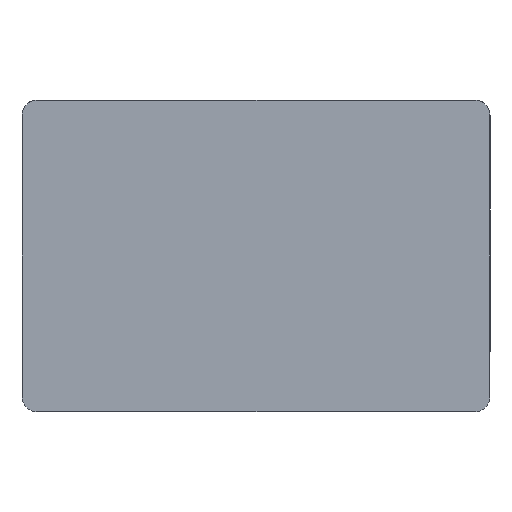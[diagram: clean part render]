
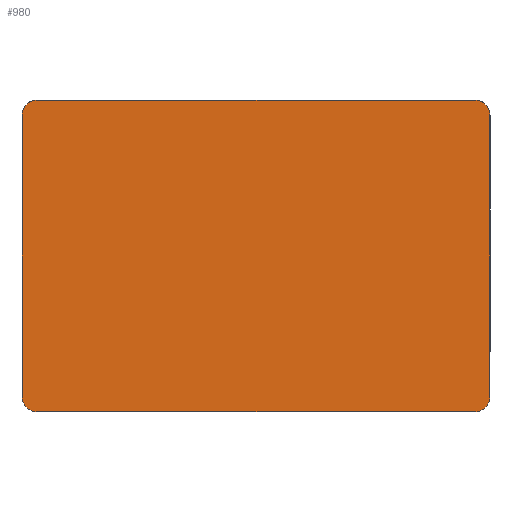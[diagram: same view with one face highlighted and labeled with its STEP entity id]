
A CAD part, left-side view. The second image highlights one B-rep face of the part: STEP entity #980.
In plain terms, the highlighted planar face has unit normal (-1, 0, 0).
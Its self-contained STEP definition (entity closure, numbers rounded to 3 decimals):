
#56=PLANE('',#1066);
#108=FACE_OUTER_BOUND('',#160,.T.);
#160=EDGE_LOOP('',(#911,#912,#913,#914,#915,#916,#917,#918));
#171=LINE('',#1351,#289);
#185=LINE('',#1383,#303);
#199=LINE('',#1441,#317);
#241=LINE('',#1525,#359);
#289=VECTOR('',#1085,10.);
#303=VECTOR('',#1107,10.);
#317=VECTOR('',#1181,10.);
#359=VECTOR('',#1255,10.);
#401=CIRCLE('',#996,0.5);
#402=CIRCLE('',#1001,0.5);
#409=CIRCLE('',#1015,0.5);
#416=CIRCLE('',#1027,0.5);
#417=VERTEX_POINT('',#1333);
#418=VERTEX_POINT('',#1334);
#424=VERTEX_POINT('',#1350);
#429=VERTEX_POINT('',#1362);
#430=VERTEX_POINT('',#1363);
#438=VERTEX_POINT('',#1381);
#445=VERTEX_POINT('',#1405);
#450=VERTEX_POINT('',#1426);
#505=EDGE_CURVE('',#417,#418,#401,.T.);
#513=EDGE_CURVE('',#424,#418,#171,.T.);
#519=EDGE_CURVE('',#429,#430,#402,.T.);
#529=EDGE_CURVE('',#438,#429,#185,.T.);
#540=EDGE_CURVE('',#424,#445,#409,.T.);
#551=EDGE_CURVE('',#450,#438,#416,.T.);
#559=EDGE_CURVE('',#445,#450,#199,.T.);
#601=EDGE_CURVE('',#430,#417,#241,.T.);
#911=ORIENTED_EDGE('',*,*,#505,.F.);
#912=ORIENTED_EDGE('',*,*,#601,.F.);
#913=ORIENTED_EDGE('',*,*,#519,.F.);
#914=ORIENTED_EDGE('',*,*,#529,.F.);
#915=ORIENTED_EDGE('',*,*,#551,.F.);
#916=ORIENTED_EDGE('',*,*,#559,.F.);
#917=ORIENTED_EDGE('',*,*,#540,.F.);
#918=ORIENTED_EDGE('',*,*,#513,.T.);
#980=ADVANCED_FACE('',(#108),#56,.T.);
#996=AXIS2_PLACEMENT_3D('',#1335,#1071,#1072);
#1001=AXIS2_PLACEMENT_3D('',#1364,#1093,#1094);
#1015=AXIS2_PLACEMENT_3D('',#1406,#1134,#1135);
#1027=AXIS2_PLACEMENT_3D('',#1427,#1162,#1163);
#1066=AXIS2_PLACEMENT_3D('',#1609,#1329,#1330);
#1071=DIRECTION('center_axis',(1.,0.,0.));
#1072=DIRECTION('ref_axis',(0.,-0.707,0.707));
#1085=DIRECTION('',(0.,0.,1.));
#1093=DIRECTION('center_axis',(1.,0.,0.));
#1094=DIRECTION('ref_axis',(0.,0.707,0.707));
#1107=DIRECTION('',(0.,0.,1.));
#1134=DIRECTION('center_axis',(1.,0.,0.));
#1135=DIRECTION('ref_axis',(0.,-0.707,-0.707));
#1162=DIRECTION('center_axis',(1.,0.,0.));
#1163=DIRECTION('ref_axis',(0.,0.707,-0.707));
#1181=DIRECTION('',(0.,1.,0.));
#1255=DIRECTION('',(0.,-1.,0.));
#1329=DIRECTION('center_axis',(-1.,0.,0.));
#1330=DIRECTION('ref_axis',(0.,1.,0.));
#1333=CARTESIAN_POINT('',(-1.5,0.5,8.));
#1334=CARTESIAN_POINT('',(-1.5,0.,7.5));
#1335=CARTESIAN_POINT('Origin',(-1.5,0.5,7.5));
#1350=CARTESIAN_POINT('',(-1.5,0.,-1.5));
#1351=CARTESIAN_POINT('',(-1.5,0.,0.));
#1362=CARTESIAN_POINT('',(-1.5,15.,7.5));
#1363=CARTESIAN_POINT('',(-1.5,14.5,8.));
#1364=CARTESIAN_POINT('Origin',(-1.5,14.5,7.5));
#1381=CARTESIAN_POINT('',(-1.5,15.,-1.5));
#1383=CARTESIAN_POINT('',(-1.5,15.,0.));
#1405=CARTESIAN_POINT('',(-1.5,0.5,-2.));
#1406=CARTESIAN_POINT('Origin',(-1.5,0.5,-1.5));
#1426=CARTESIAN_POINT('',(-1.5,14.5,-2.));
#1427=CARTESIAN_POINT('Origin',(-1.5,14.5,-1.5));
#1441=CARTESIAN_POINT('',(-1.5,0.,-2.));
#1525=CARTESIAN_POINT('',(-1.5,0.,8.));
#1609=CARTESIAN_POINT('Origin',(-1.5,0.,0.));
